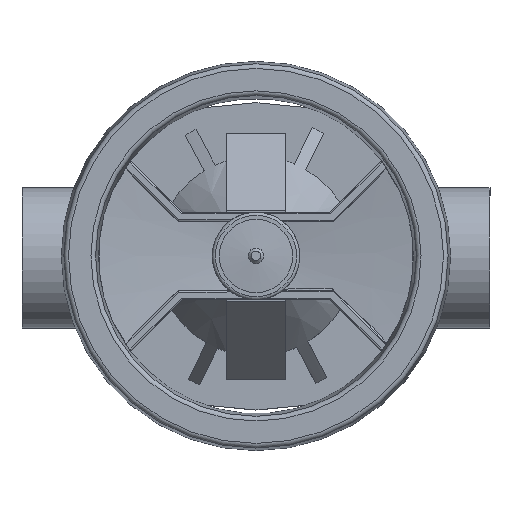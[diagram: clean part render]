
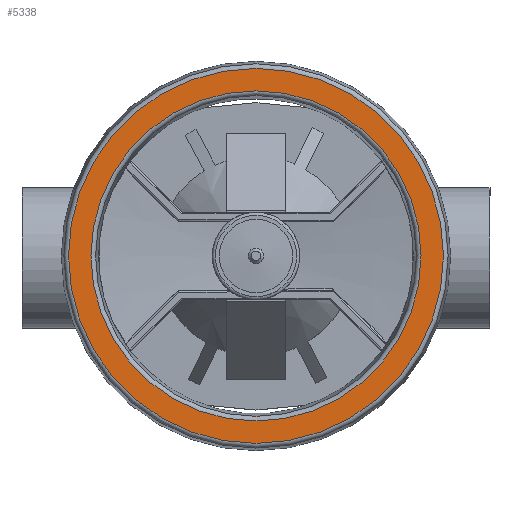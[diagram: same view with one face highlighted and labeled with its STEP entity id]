
A CAD part, top view. The second image highlights one B-rep face of the part: STEP entity #5338.
In plain terms, the highlighted planar face has unit normal (0, 0, 1).
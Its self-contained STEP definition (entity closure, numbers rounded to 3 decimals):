
#140=PLANE($,#5745);
#1232=FACE_BOUND($,#1687,.T.);
#1357=FACE_OUTER_BOUND($,#1686,.T.);
#1686=EDGE_LOOP($,(#4027));
#1687=EDGE_LOOP($,(#4028));
#1933=CIRCLE($,#5577,120.182);
#1941=CIRCLE($,#5587,105.818);
#2184=VERTEX_POINT($,#7827);
#2192=VERTEX_POINT($,#7845);
#2718=EDGE_CURVE($,#2184,#2184,#1933,.T.);
#2726=EDGE_CURVE($,#2192,#2192,#1941,.T.);
#4027=ORIENTED_EDGE($,*,*,#2718,.F.);
#4028=ORIENTED_EDGE($,*,*,#2726,.F.);
#5338=ADVANCED_FACE($,(#1357,#1232),#140,.T.);
#5577=AXIS2_PLACEMENT_3D($,#7828,#6197,#6198);
#5587=AXIS2_PLACEMENT_3D($,#7846,#6217,#6218);
#5745=AXIS2_PLACEMENT_3D($,#9045,#6666,#6667);
#6197=DIRECTION('center_axis',(0.,0.,-1.));
#6198=DIRECTION('ref_axis',(1.,0.,0.));
#6217=DIRECTION('center_axis',(0.,0.,1.));
#6218=DIRECTION('ref_axis',(1.,0.,0.));
#6666=DIRECTION('center_axis',(0.,0.,1.));
#6667=DIRECTION('ref_axis',(1.,0.,0.));
#7827=CARTESIAN_POINT('',(-120.185,0.808,254.));
#7828=CARTESIAN_POINT('Origin',(-0.004,0.808,254.));
#7845=CARTESIAN_POINT('',(105.815,0.808,254.));
#7846=CARTESIAN_POINT('Origin',(-0.004,0.808,254.));
#9045=CARTESIAN_POINT('Origin',(-113.004,0.808,254.));
